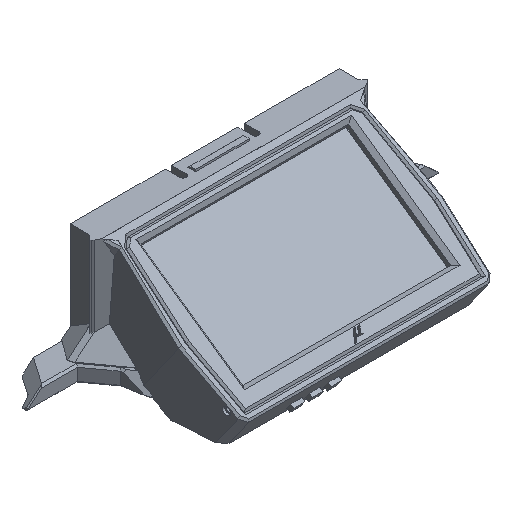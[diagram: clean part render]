
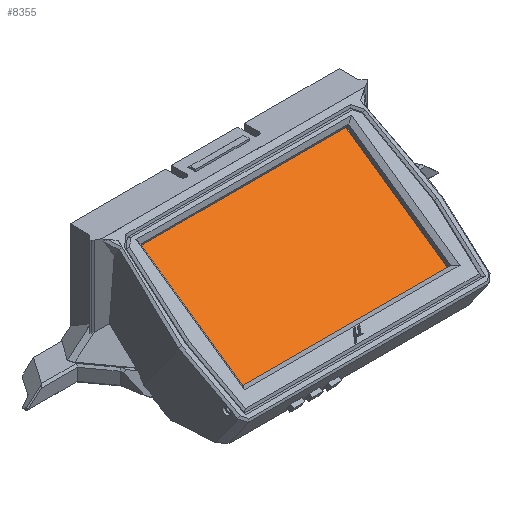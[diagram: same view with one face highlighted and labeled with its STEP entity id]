
A CAD part, isometric view. The second image highlights one B-rep face of the part: STEP entity #8355.
In plain terms, the highlighted planar face has unit normal (0, -0.574, 0.819).
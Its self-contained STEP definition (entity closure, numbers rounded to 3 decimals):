
#360=FACE_OUTER_BOUND('',#845,.T.);
#845=EDGE_LOOP('',(#5744,#5745,#5746,#5747));
#1409=LINE('',#12015,#2495);
#1413=LINE('',#12022,#2499);
#1416=LINE('',#12028,#2502);
#1418=LINE('',#12031,#2504);
#2495=VECTOR('',#9716,10.);
#2499=VECTOR('',#9722,10.);
#2502=VECTOR('',#9727,10.);
#2504=VECTOR('',#9731,10.);
#3575=VERTEX_POINT('',#12012);
#3576=VERTEX_POINT('',#12014);
#3578=VERTEX_POINT('',#12020);
#3580=VERTEX_POINT('',#12026);
#4401=EDGE_CURVE('',#3575,#3576,#1409,.T.);
#4405=EDGE_CURVE('',#3578,#3575,#1413,.T.);
#4408=EDGE_CURVE('',#3580,#3578,#1416,.T.);
#4410=EDGE_CURVE('',#3576,#3580,#1418,.T.);
#5744=ORIENTED_EDGE('',*,*,#4410,.F.);
#5745=ORIENTED_EDGE('',*,*,#4401,.F.);
#5746=ORIENTED_EDGE('',*,*,#4405,.F.);
#5747=ORIENTED_EDGE('',*,*,#4408,.F.);
#7935=PLANE('',#8922);
#8355=ADVANCED_FACE('',(#360),#7935,.F.);
#8922=AXIS2_PLACEMENT_3D('',#12032,#9732,#9733);
#9716=DIRECTION('',(0.,-0.819,-0.574));
#9722=DIRECTION('',(1.,0.,0.));
#9727=DIRECTION('',(0.,0.819,0.574));
#9731=DIRECTION('',(-1.,0.,0.));
#9732=DIRECTION('center_axis',(0.,0.574,-0.819));
#9733=DIRECTION('ref_axis',(-1.,0.,0.));
#12012=CARTESIAN_POINT('',(123.712,48.946,57.147));
#12014=CARTESIAN_POINT('',(123.712,-4.258,19.893));
#12015=CARTESIAN_POINT('',(123.712,48.946,57.147));
#12020=CARTESIAN_POINT('',(14.912,48.946,57.147));
#12022=CARTESIAN_POINT('',(14.912,48.946,57.147));
#12026=CARTESIAN_POINT('',(14.912,-4.258,19.893));
#12028=CARTESIAN_POINT('',(14.912,-4.258,19.893));
#12031=CARTESIAN_POINT('',(123.712,-4.258,19.893));
#12032=CARTESIAN_POINT('Origin',(69.312,22.344,38.52));
